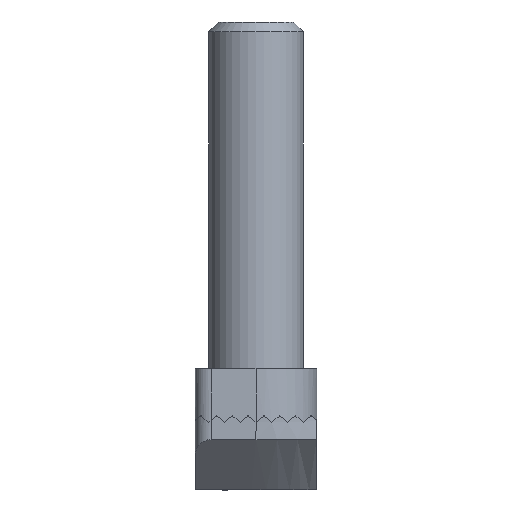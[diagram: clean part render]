
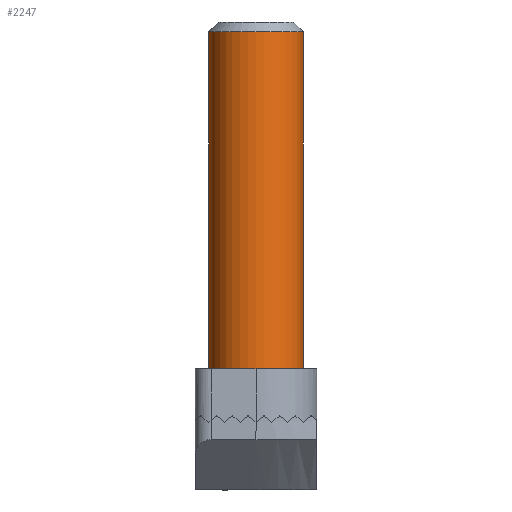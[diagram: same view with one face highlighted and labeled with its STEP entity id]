
A CAD part, front view. The second image highlights one B-rep face of the part: STEP entity #2247.
In plain terms, the highlighted cylindrical face has radius 3 mm (diameter 6 mm), a partial arc.
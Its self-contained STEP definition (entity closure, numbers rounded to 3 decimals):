
#4 = VERTEX_POINT ( 'NONE', #1801 ) ;
#21 = CARTESIAN_POINT ( 'NONE',  ( 0., 0., 24.387 ) ) ;
#25 = DIRECTION ( 'NONE',  ( 0., 0., -1. ) ) ;
#60 = AXIS2_PLACEMENT_3D ( 'NONE', #21, #1447, #659 ) ;
#130 = CYLINDRICAL_SURFACE ( 'NONE', #496, 3. ) ;
#137 = CARTESIAN_POINT ( 'NONE',  ( 3., 0., 3. ) ) ;
#380 = CARTESIAN_POINT ( 'NONE',  ( -3., 0., 25. ) ) ;
#421 = VECTOR ( 'NONE', #816, 1000. ) ;
#496 = AXIS2_PLACEMENT_3D ( 'NONE', #1450, #1845, #1220 ) ;
#538 = ORIENTED_EDGE ( 'NONE', *, *, #569, .T. ) ;
#569 = EDGE_CURVE ( 'NONE', #2481, #4, #1174, .T. ) ;
#625 = CARTESIAN_POINT ( 'NONE',  ( 3., 0., 25. ) ) ;
#659 = DIRECTION ( 'NONE',  ( -1., 0., 0. ) ) ;
#816 = DIRECTION ( 'NONE',  ( 0., 0., -1. ) ) ;
#839 = VECTOR ( 'NONE', #25, 1000. ) ;
#872 = DIRECTION ( 'NONE',  ( -1., 0., 0. ) ) ;
#936 = VERTEX_POINT ( 'NONE', #951 ) ;
#951 = CARTESIAN_POINT ( 'NONE',  ( 3., 0., 24.387 ) ) ;
#1174 = LINE ( 'NONE', #380, #421 ) ;
#1220 = DIRECTION ( 'NONE',  ( -1., 0., 0. ) ) ;
#1447 = DIRECTION ( 'NONE',  ( 0., 0., -1. ) ) ;
#1450 = CARTESIAN_POINT ( 'NONE',  ( 0., 0., 25. ) ) ;
#1697 = VERTEX_POINT ( 'NONE', #137 ) ;
#1801 = CARTESIAN_POINT ( 'NONE',  ( -3., 0., 3. ) ) ;
#1838 = EDGE_CURVE ( 'NONE', #4, #1697, #2629, .T. ) ;
#1845 = DIRECTION ( 'NONE',  ( 0., 0., -1. ) ) ;
#1859 = ORIENTED_EDGE ( 'NONE', *, *, #2220, .F. ) ;
#1873 = AXIS2_PLACEMENT_3D ( 'NONE', #2083, #2504, #872 ) ;
#1951 = ORIENTED_EDGE ( 'NONE', *, *, #1838, .T. ) ;
#1986 = FACE_OUTER_BOUND ( 'NONE', #2001, .T. ) ;
#2001 = EDGE_LOOP ( 'NONE', ( #1859, #2166, #538, #1951 ) ) ;
#2083 = CARTESIAN_POINT ( 'NONE',  ( 0., 0., 3. ) ) ;
#2153 = CARTESIAN_POINT ( 'NONE',  ( -3., 0., 24.387 ) ) ;
#2166 = ORIENTED_EDGE ( 'NONE', *, *, #2637, .T. ) ;
#2220 = EDGE_CURVE ( 'NONE', #936, #1697, #2364, .T. ) ;
#2247 = ADVANCED_FACE ( 'NONE', ( #1986 ), #130, .T. ) ;
#2364 = LINE ( 'NONE', #625, #839 ) ;
#2481 = VERTEX_POINT ( 'NONE', #2153 ) ;
#2504 = DIRECTION ( 'NONE',  ( 0., 0., 1. ) ) ;
#2529 = CIRCLE ( 'NONE', #60, 3. ) ;
#2629 = CIRCLE ( 'NONE', #1873, 3. ) ;
#2637 = EDGE_CURVE ( 'NONE', #936, #2481, #2529, .T. ) ;
